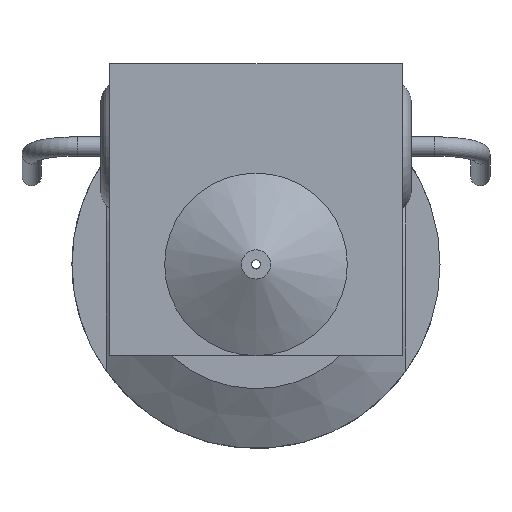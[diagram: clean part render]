
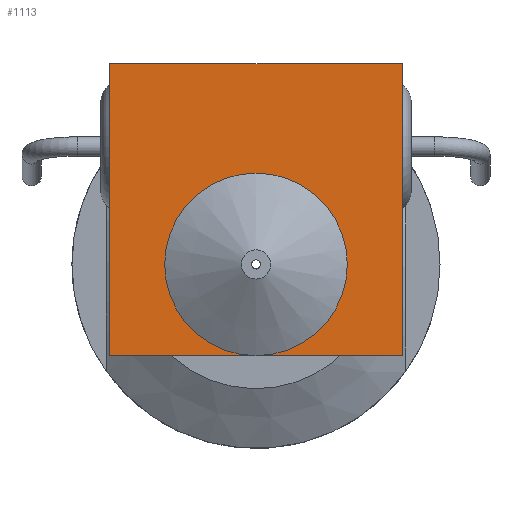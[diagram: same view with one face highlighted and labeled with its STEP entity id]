
A CAD part, front view. The second image highlights one B-rep face of the part: STEP entity #1113.
In plain terms, the highlighted planar face has unit normal (0, -1, 0).
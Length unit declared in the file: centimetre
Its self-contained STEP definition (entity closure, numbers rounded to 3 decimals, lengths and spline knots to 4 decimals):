
#429=VECTOR('',#1328,1.);
#430=VECTOR('',#1329,1.);
#431=VECTOR('',#1330,1.);
#432=VECTOR('',#1331,1.);
#447=LINE('',#1555,#429);
#448=LINE('',#1558,#430);
#449=LINE('',#1560,#431);
#450=LINE('',#1562,#432);
#464=PLANE('',#1187);
#507=VERTEX_POINT('',#1556);
#508=VERTEX_POINT('',#1557);
#509=VERTEX_POINT('',#1559);
#510=VERTEX_POINT('',#1561);
#511=VERTEX_POINT('',#1563);
#574=CIRCLE('',#1188,0.3969);
#637=EDGE_CURVE('',#507,#508,#447,.T.);
#638=EDGE_CURVE('',#509,#507,#448,.T.);
#639=EDGE_CURVE('',#510,#509,#449,.T.);
#640=EDGE_CURVE('',#511,#510,#450,.T.);
#641=EDGE_CURVE('',#508,#511,#447,.T.);
#642=EDGE_CURVE('',#508,#508,#574,.T.);
#721=ORIENTED_EDGE('',*,*,#637,.F.);
#722=ORIENTED_EDGE('',*,*,#638,.F.);
#723=ORIENTED_EDGE('',*,*,#639,.F.);
#724=ORIENTED_EDGE('',*,*,#640,.F.);
#725=ORIENTED_EDGE('',*,*,#641,.F.);
#726=ORIENTED_EDGE('',*,*,#642,.F.);
#878=EDGE_LOOP('',(#721,#722,#723,#724,#725,#726));
#998=FACE_BOUND('',#878,.T.);
#1113=ADVANCED_FACE('',(#998),#464,.F.);
#1187=AXIS2_PLACEMENT_3D('',#1554,#1327,$);
#1188=AXIS2_PLACEMENT_3D('',#1564,#1332,#1333);
#1327=DIRECTION('',(0.,1.,0.));
#1328=DIRECTION('',(0.,0.,1.));
#1329=DIRECTION('',(-1.,0.,0.));
#1330=DIRECTION('',(0.,0.,-1.));
#1331=DIRECTION('',(1.,0.,0.));
#1332=DIRECTION('',(0.,-1.,0.));
#1333=DIRECTION('',(0.397,0.,0.));
#1554=CARTESIAN_POINT('',(0.2381,0.3048,0.));
#1555=CARTESIAN_POINT('',(-0.3969,0.3048,-0.635));
#1556=CARTESIAN_POINT('',(-0.3969,0.3048,-0.635));
#1557=CARTESIAN_POINT('',(-0.3969,0.3048,0.));
#1558=CARTESIAN_POINT('',(0.8731,0.3048,-0.635));
#1559=CARTESIAN_POINT('',(0.8731,0.3048,-0.635));
#1560=CARTESIAN_POINT('',(0.8731,0.3048,0.635));
#1561=CARTESIAN_POINT('',(0.8731,0.3048,0.635));
#1562=CARTESIAN_POINT('',(-0.3969,0.3048,0.635));
#1563=CARTESIAN_POINT('',(-0.3969,0.3048,0.635));
#1564=CARTESIAN_POINT('',(0.,0.3048,0.));
